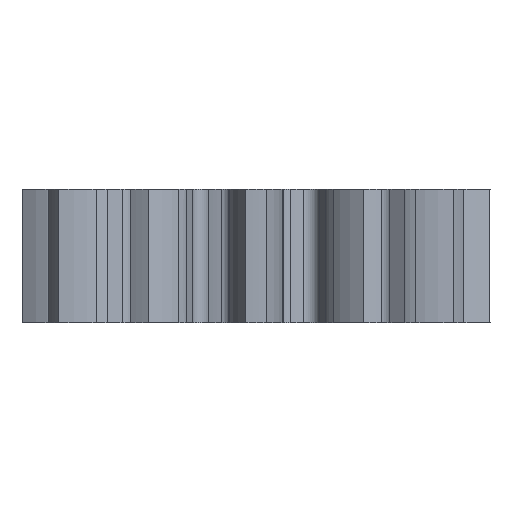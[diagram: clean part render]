
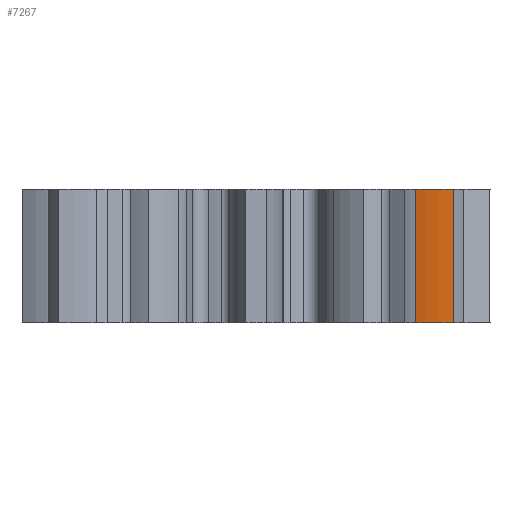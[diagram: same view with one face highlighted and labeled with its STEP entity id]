
A CAD part, front view. The second image highlights one B-rep face of the part: STEP entity #7267.
In plain terms, the highlighted face is a extrusion surface.
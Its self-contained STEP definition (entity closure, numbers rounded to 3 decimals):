
#72 = PLANE('',#73);
#73 = AXIS2_PLACEMENT_3D('',#74,#75,#76);
#74 = CARTESIAN_POINT('',(-86.45,0.,-5.));
#75 = DIRECTION('',(0.,0.,1.));
#76 = DIRECTION('',(0.,1.,0.));
#129 = PLANE('',#130);
#130 = AXIS2_PLACEMENT_3D('',#131,#132,#133);
#131 = CARTESIAN_POINT('',(-86.45,0.,5.));
#132 = DIRECTION('',(0.,0.,1.));
#133 = DIRECTION('',(0.,1.,0.));
#3707 = VERTEX_POINT('',#3708);
#3708 = CARTESIAN_POINT('',(-74.501,-9.147,5.));
#3724 = SURFACE_OF_LINEAR_EXTRUSION('',#3725,#3730);
#3725 = B_SPLINE_CURVE_WITH_KNOTS('',3,(#3726,#3727,#3728,#3729),
  .UNSPECIFIED.,.F.,.F.,(4,4),(0.,1.),.PIECEWISE_BEZIER_KNOTS.);
#3726 = CARTESIAN_POINT('',(-75.364,-8.77,5.));
#3727 = CARTESIAN_POINT('',(-75.278,-8.828,5.));
#3728 = CARTESIAN_POINT('',(-75.013,-8.989,5.));
#3729 = CARTESIAN_POINT('',(-74.501,-9.147,5.));
#3730 = VECTOR('',#3731,1.);
#3731 = DIRECTION('',(0.,0.,1.));
#3739 = EDGE_CURVE('',#3707,#3740,#3742,.T.);
#3740 = VERTEX_POINT('',#3741);
#3741 = CARTESIAN_POINT('',(-71.694,-9.414,5.));
#3742 = SURFACE_CURVE('',#3743,(#3748,#3756),.PCURVE_S1.);
#3743 = B_SPLINE_CURVE_WITH_KNOTS('',3,(#3744,#3745,#3746,#3747),
  .UNSPECIFIED.,.F.,.F.,(4,4),(0.,1.),.PIECEWISE_BEZIER_KNOTS.);
#3744 = CARTESIAN_POINT('',(-74.501,-9.147,5.));
#3745 = CARTESIAN_POINT('',(-73.891,-9.332,5.));
#3746 = CARTESIAN_POINT('',(-72.964,-9.495,5.));
#3747 = CARTESIAN_POINT('',(-71.694,-9.414,5.));
#3748 = PCURVE('',#129,#3749);
#3749 = DEFINITIONAL_REPRESENTATION('',(#3750),#3755);
#3750 = B_SPLINE_CURVE_WITH_KNOTS('',3,(#3751,#3752,#3753,#3754),
  .UNSPECIFIED.,.F.,.F.,(4,4),(0.,1.),.PIECEWISE_BEZIER_KNOTS.);
#3751 = CARTESIAN_POINT('',(-9.147,-11.949));
#3752 = CARTESIAN_POINT('',(-9.332,-12.559));
#3753 = CARTESIAN_POINT('',(-9.495,-13.486));
#3754 = CARTESIAN_POINT('',(-9.414,-14.756));
#3755 = ( GEOMETRIC_REPRESENTATION_CONTEXT(2) 
PARAMETRIC_REPRESENTATION_CONTEXT() REPRESENTATION_CONTEXT('2D SPACE',''
  ) );
#3756 = PCURVE('',#3757,#3765);
#3757 = SURFACE_OF_LINEAR_EXTRUSION('',#3758,#3763);
#3758 = B_SPLINE_CURVE_WITH_KNOTS('',3,(#3759,#3760,#3761,#3762),
  .UNSPECIFIED.,.F.,.F.,(4,4),(0.,1.),.PIECEWISE_BEZIER_KNOTS.);
#3759 = CARTESIAN_POINT('',(-74.501,-9.147,5.));
#3760 = CARTESIAN_POINT('',(-73.891,-9.332,5.));
#3761 = CARTESIAN_POINT('',(-72.964,-9.495,5.));
#3762 = CARTESIAN_POINT('',(-71.694,-9.414,5.));
#3763 = VECTOR('',#3764,1.);
#3764 = DIRECTION('',(0.,0.,1.));
#3765 = DEFINITIONAL_REPRESENTATION('',(#3766),#3770);
#3766 = LINE('',#3767,#3768);
#3767 = CARTESIAN_POINT('',(0.,0.));
#3768 = VECTOR('',#3769,1.);
#3769 = DIRECTION('',(1.,0.));
#3770 = ( GEOMETRIC_REPRESENTATION_CONTEXT(2) 
PARAMETRIC_REPRESENTATION_CONTEXT() REPRESENTATION_CONTEXT('2D SPACE',''
  ) );
#3789 = CYLINDRICAL_SURFACE('',#3790,17.5);
#3790 = AXIS2_PLACEMENT_3D('',#3791,#3792,#3793);
#3791 = CARTESIAN_POINT('',(-86.447,-0.002,5.));
#3792 = DIRECTION('',(0.,0.,1.));
#3793 = DIRECTION('',(0.843,-0.538,0.));
#6717 = VERTEX_POINT('',#6718);
#6718 = CARTESIAN_POINT('',(-74.501,-9.147,-5.));
#6741 = EDGE_CURVE('',#6717,#6742,#6744,.T.);
#6742 = VERTEX_POINT('',#6743);
#6743 = CARTESIAN_POINT('',(-71.694,-9.414,-5.));
#6744 = SURFACE_CURVE('',#6745,(#6750,#6758),.PCURVE_S1.);
#6745 = B_SPLINE_CURVE_WITH_KNOTS('',3,(#6746,#6747,#6748,#6749),
  .UNSPECIFIED.,.F.,.F.,(4,4),(0.,1.),.PIECEWISE_BEZIER_KNOTS.);
#6746 = CARTESIAN_POINT('',(-74.501,-9.147,-5.));
#6747 = CARTESIAN_POINT('',(-73.891,-9.332,-5.));
#6748 = CARTESIAN_POINT('',(-72.964,-9.495,-5.));
#6749 = CARTESIAN_POINT('',(-71.694,-9.414,-5.));
#6750 = PCURVE('',#72,#6751);
#6751 = DEFINITIONAL_REPRESENTATION('',(#6752),#6757);
#6752 = B_SPLINE_CURVE_WITH_KNOTS('',3,(#6753,#6754,#6755,#6756),
  .UNSPECIFIED.,.F.,.F.,(4,4),(0.,1.),.PIECEWISE_BEZIER_KNOTS.);
#6753 = CARTESIAN_POINT('',(-9.147,-11.949));
#6754 = CARTESIAN_POINT('',(-9.332,-12.559));
#6755 = CARTESIAN_POINT('',(-9.495,-13.486));
#6756 = CARTESIAN_POINT('',(-9.414,-14.756));
#6757 = ( GEOMETRIC_REPRESENTATION_CONTEXT(2) 
PARAMETRIC_REPRESENTATION_CONTEXT() REPRESENTATION_CONTEXT('2D SPACE',''
  ) );
#6758 = PCURVE('',#3757,#6759);
#6759 = DEFINITIONAL_REPRESENTATION('',(#6760),#6764);
#6760 = LINE('',#6761,#6762);
#6761 = CARTESIAN_POINT('',(0.,-10.));
#6762 = VECTOR('',#6763,1.);
#6763 = DIRECTION('',(1.,0.));
#6764 = ( GEOMETRIC_REPRESENTATION_CONTEXT(2) 
PARAMETRIC_REPRESENTATION_CONTEXT() REPRESENTATION_CONTEXT('2D SPACE',''
  ) );
#7217 = EDGE_CURVE('',#3740,#6742,#7218,.T.);
#7218 = SURFACE_CURVE('',#7219,(#7223,#7230),.PCURVE_S1.);
#7219 = LINE('',#7220,#7221);
#7220 = CARTESIAN_POINT('',(-71.694,-9.414,5.));
#7221 = VECTOR('',#7222,1.);
#7222 = DIRECTION('',(-0.,-0.,-1.));
#7223 = PCURVE('',#3789,#7224);
#7224 = DEFINITIONAL_REPRESENTATION('',(#7225),#7229);
#7225 = LINE('',#7226,#7227);
#7226 = CARTESIAN_POINT('',(0.,0.));
#7227 = VECTOR('',#7228,1.);
#7228 = DIRECTION('',(0.,-1.));
#7229 = ( GEOMETRIC_REPRESENTATION_CONTEXT(2) 
PARAMETRIC_REPRESENTATION_CONTEXT() REPRESENTATION_CONTEXT('2D SPACE',''
  ) );
#7230 = PCURVE('',#3757,#7231);
#7231 = DEFINITIONAL_REPRESENTATION('',(#7232),#7236);
#7232 = LINE('',#7233,#7234);
#7233 = CARTESIAN_POINT('',(1.,0.));
#7234 = VECTOR('',#7235,1.);
#7235 = DIRECTION('',(0.,-1.));
#7236 = ( GEOMETRIC_REPRESENTATION_CONTEXT(2) 
PARAMETRIC_REPRESENTATION_CONTEXT() REPRESENTATION_CONTEXT('2D SPACE',''
  ) );
#7267 = ADVANCED_FACE('',(#7268),#3757,.T.);
#7268 = FACE_BOUND('',#7269,.T.);
#7269 = EDGE_LOOP('',(#7270,#7291,#7292,#7293));
#7270 = ORIENTED_EDGE('',*,*,#7271,.T.);
#7271 = EDGE_CURVE('',#3707,#6717,#7272,.T.);
#7272 = SURFACE_CURVE('',#7273,(#7277,#7284),.PCURVE_S1.);
#7273 = LINE('',#7274,#7275);
#7274 = CARTESIAN_POINT('',(-74.501,-9.147,5.));
#7275 = VECTOR('',#7276,1.);
#7276 = DIRECTION('',(-0.,-0.,-1.));
#7277 = PCURVE('',#3757,#7278);
#7278 = DEFINITIONAL_REPRESENTATION('',(#7279),#7283);
#7279 = LINE('',#7280,#7281);
#7280 = CARTESIAN_POINT('',(0.,0.));
#7281 = VECTOR('',#7282,1.);
#7282 = DIRECTION('',(0.,-1.));
#7283 = ( GEOMETRIC_REPRESENTATION_CONTEXT(2) 
PARAMETRIC_REPRESENTATION_CONTEXT() REPRESENTATION_CONTEXT('2D SPACE',''
  ) );
#7284 = PCURVE('',#3724,#7285);
#7285 = DEFINITIONAL_REPRESENTATION('',(#7286),#7290);
#7286 = LINE('',#7287,#7288);
#7287 = CARTESIAN_POINT('',(1.,0.));
#7288 = VECTOR('',#7289,1.);
#7289 = DIRECTION('',(0.,-1.));
#7290 = ( GEOMETRIC_REPRESENTATION_CONTEXT(2) 
PARAMETRIC_REPRESENTATION_CONTEXT() REPRESENTATION_CONTEXT('2D SPACE',''
  ) );
#7291 = ORIENTED_EDGE('',*,*,#6741,.T.);
#7292 = ORIENTED_EDGE('',*,*,#7217,.F.);
#7293 = ORIENTED_EDGE('',*,*,#3739,.F.);
